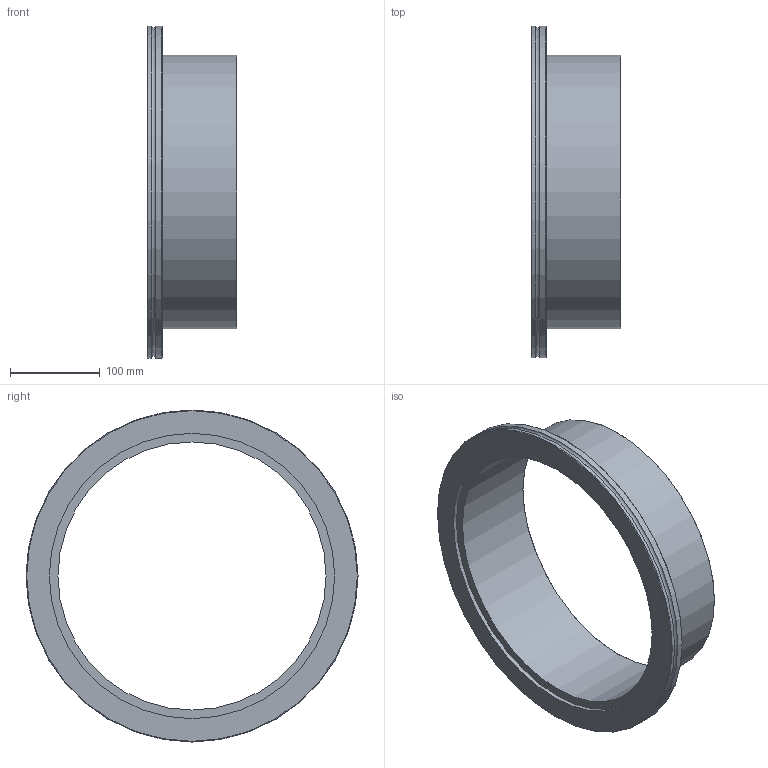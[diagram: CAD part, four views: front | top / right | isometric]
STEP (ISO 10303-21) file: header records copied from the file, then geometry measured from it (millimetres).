
FILE_DESCRIPTION(/* description */ (''),/* implementation_level */ '2;1');
FILE_NAME(/* name */ 'FL-HN320LF.stp',/* time_stamp */ '2018-08-23T14:05:24+01:00',/* author */ ('paul'),/* organization */ (''),/* preprocessor_version */ 'ST-DEVELOPER v17.2',/* originating_system */ 'Autodesk Inventor 2019',/* authorisation */ '');
FILE_SCHEMA (('AUTOMOTIVE_DESIGN { 1 0 10303 214 3 1 1 }'));
Length unit declared in the file: millimetre
Products named in the file (1): FL-HN320LF
Bounding box: 100 x 370 x 370 mm (x, y, z)
Volume: 803363.2 mm3; surface area: 274532.9 mm2
Topology: 1 solids, 1 shells, 19 faces, 54 edges, 41 vertices
Faces by surface type: cylinder 7, plane 6, torus 4, cone 2
Full cylindrical faces by diameter (mm): 298.8 x1, 304.8 x1, 318 x1, 352 x1, 365 x1, 370 x2
Entity records: 718 total; most frequent: DIRECTION 139, CARTESIAN_POINT 115, ORIENTED_EDGE 108, AXIS2_PLACEMENT_3D 65, EDGE_CURVE 54, CIRCLE 45, VERTEX_POINT 41, EDGE_LOOP 25
